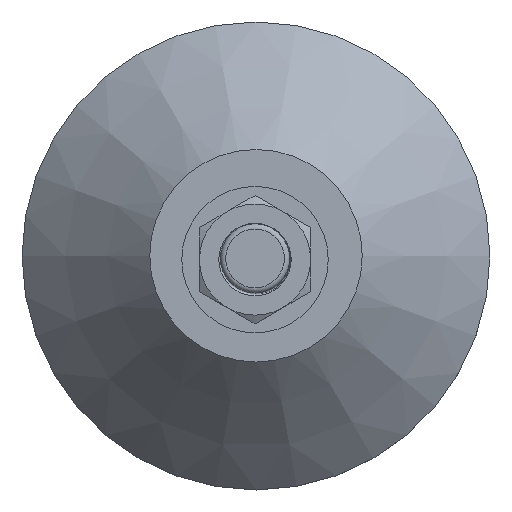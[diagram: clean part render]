
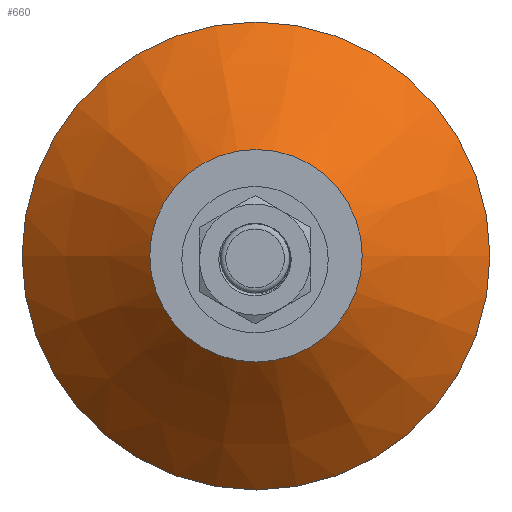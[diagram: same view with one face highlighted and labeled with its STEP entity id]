
A CAD part, top view. The second image highlights one B-rep face of the part: STEP entity #660.
In plain terms, the highlighted conical face has half-angle 45 degrees and reference radius 29.084 mm.
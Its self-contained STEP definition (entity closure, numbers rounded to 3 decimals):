
#95=CONICAL_SURFACE('',#751,29.084,0.785);
#138=FACE_OUTER_BOUND('',#188,.T.);
#188=EDGE_LOOP('',(#599,#600,#601,#602));
#222=CIRCLE('',#752,18.167);
#223=CIRCLE('',#753,40.);
#256=LINE('',#2151,#275);
#275=VECTOR('',#922,29.084);
#330=VERTEX_POINT('',#2148);
#331=VERTEX_POINT('',#2150);
#420=EDGE_CURVE('',#330,#330,#222,.T.);
#421=EDGE_CURVE('',#330,#331,#256,.T.);
#422=EDGE_CURVE('',#331,#331,#223,.T.);
#599=ORIENTED_EDGE('',*,*,#420,.T.);
#600=ORIENTED_EDGE('',*,*,#421,.T.);
#601=ORIENTED_EDGE('',*,*,#422,.T.);
#602=ORIENTED_EDGE('',*,*,#421,.F.);
#660=ADVANCED_FACE('',(#138),#95,.T.);
#751=AXIS2_PLACEMENT_3D('',#2147,#918,#919);
#752=AXIS2_PLACEMENT_3D('',#2149,#920,#921);
#753=AXIS2_PLACEMENT_3D('',#2152,#923,#924);
#918=DIRECTION('center_axis',(0.,0.,-1.));
#919=DIRECTION('ref_axis',(1.,0.,0.));
#920=DIRECTION('center_axis',(0.,0.,-1.));
#921=DIRECTION('ref_axis',(1.,0.,0.));
#922=DIRECTION('',(-0.707,0.,-0.707));
#923=DIRECTION('center_axis',(0.,0.,1.));
#924=DIRECTION('ref_axis',(1.,0.,0.));
#2147=CARTESIAN_POINT('Origin',(-13.246,18.411,35.768));
#2148=CARTESIAN_POINT('',(-31.413,18.411,46.684));
#2149=CARTESIAN_POINT('Origin',(-13.246,18.411,46.684));
#2150=CARTESIAN_POINT('',(-53.246,18.411,24.851));
#2151=CARTESIAN_POINT('',(-42.329,18.411,35.768));
#2152=CARTESIAN_POINT('Origin',(-13.246,18.411,24.851));
